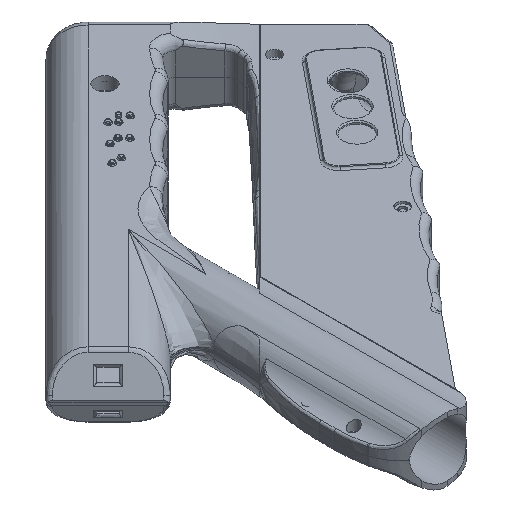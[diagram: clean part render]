
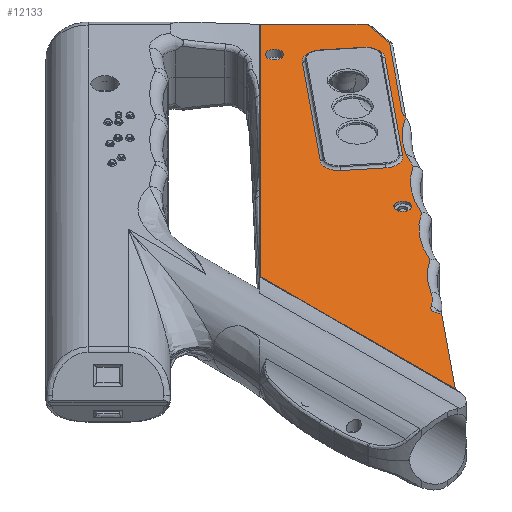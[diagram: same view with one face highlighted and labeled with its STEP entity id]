
A CAD part, isometric view. The second image highlights one B-rep face of the part: STEP entity #12133.
In plain terms, the highlighted planar face has unit normal (0, 0, 1).
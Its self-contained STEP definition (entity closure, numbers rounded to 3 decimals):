
#474=FACE_BOUND('',#3352,.T.);
#475=FACE_BOUND('',#3353,.T.);
#476=FACE_BOUND('',#3354,.T.);
#1013=LINE('',#27899,#1655);
#1014=LINE('',#27901,#1656);
#1015=LINE('',#27903,#1657);
#1016=LINE('',#27905,#1658);
#1017=LINE('',#27907,#1659);
#1018=LINE('',#27909,#1660);
#1019=LINE('',#27911,#1661);
#1020=LINE('',#27913,#1662);
#1021=LINE('',#27928,#1663);
#1022=LINE('',#27931,#1664);
#1023=LINE('',#27935,#1665);
#1024=LINE('',#27939,#1666);
#1025=LINE('',#27943,#1667);
#1655=VECTOR('',#14819,10.);
#1656=VECTOR('',#14820,10.);
#1657=VECTOR('',#14821,130.);
#1658=VECTOR('',#14822,10.);
#1659=VECTOR('',#14823,10.);
#1660=VECTOR('',#14824,10.);
#1661=VECTOR('',#14825,10.);
#1662=VECTOR('',#14826,10.);
#1663=VECTOR('',#14841,10.);
#1664=VECTOR('',#14842,10.);
#1665=VECTOR('',#14845,10.);
#1666=VECTOR('',#14848,10.);
#1667=VECTOR('',#14851,10.);
#2085=PLANE('',#13007);
#2552=FACE_OUTER_BOUND('',#3351,.T.);
#3351=EDGE_LOOP('',(#9797,#9798,#9799,#9800,#9801,#9802,#9803,#9804,#9805,
#9806,#9807,#9808,#9809,#9810,#9811,#9812));
#3352=EDGE_LOOP('',(#9813,#9814,#9815,#9816,#9817,#9818,#9819,#9820));
#3353=EDGE_LOOP('',(#9821));
#3354=EDGE_LOOP('',(#9822));
#4656=CIRCLE('',#13004,2.75);
#4658=CIRCLE('',#13008,3.);
#4659=CIRCLE('',#13009,17.);
#4660=CIRCLE('',#13010,42.062);
#4661=CIRCLE('',#13011,42.062);
#4662=CIRCLE('',#13012,42.062);
#4663=CIRCLE('',#13013,42.062);
#4664=CIRCLE('',#13014,20.);
#4665=CIRCLE('',#13015,5.8);
#4666=CIRCLE('',#13016,5.8);
#4667=CIRCLE('',#13017,5.8);
#4668=CIRCLE('',#13018,5.8);
#4669=CIRCLE('',#13019,2.85);
#5497=VERTEX_POINT('',#27890);
#5499=VERTEX_POINT('',#27897);
#5500=VERTEX_POINT('',#27898);
#5501=VERTEX_POINT('',#27900);
#5502=VERTEX_POINT('',#27902);
#5503=VERTEX_POINT('',#27904);
#5504=VERTEX_POINT('',#27906);
#5505=VERTEX_POINT('',#27908);
#5506=VERTEX_POINT('',#27910);
#5507=VERTEX_POINT('',#27912);
#5508=VERTEX_POINT('',#27914);
#5509=VERTEX_POINT('',#27916);
#5510=VERTEX_POINT('',#27918);
#5511=VERTEX_POINT('',#27920);
#5512=VERTEX_POINT('',#27922);
#5513=VERTEX_POINT('',#27924);
#5514=VERTEX_POINT('',#27926);
#5515=VERTEX_POINT('',#27929);
#5516=VERTEX_POINT('',#27930);
#5517=VERTEX_POINT('',#27932);
#5518=VERTEX_POINT('',#27934);
#5519=VERTEX_POINT('',#27936);
#5520=VERTEX_POINT('',#27938);
#5521=VERTEX_POINT('',#27940);
#5522=VERTEX_POINT('',#27942);
#5523=VERTEX_POINT('',#27945);
#7003=EDGE_CURVE('',#5497,#5497,#4656,.T.);
#7006=EDGE_CURVE('',#5499,#5500,#1013,.T.);
#7007=EDGE_CURVE('',#5500,#5501,#1014,.T.);
#7008=EDGE_CURVE('',#5501,#5502,#1015,.T.);
#7009=EDGE_CURVE('',#5502,#5503,#1016,.T.);
#7010=EDGE_CURVE('',#5503,#5504,#1017,.T.);
#7011=EDGE_CURVE('',#5504,#5505,#1018,.T.);
#7012=EDGE_CURVE('',#5505,#5506,#1019,.T.);
#7013=EDGE_CURVE('',#5506,#5507,#1020,.T.);
#7014=EDGE_CURVE('',#5507,#5508,#4658,.T.);
#7015=EDGE_CURVE('',#5508,#5509,#4659,.T.);
#7016=EDGE_CURVE('',#5509,#5510,#4660,.T.);
#7017=EDGE_CURVE('',#5510,#5511,#4661,.T.);
#7018=EDGE_CURVE('',#5511,#5512,#4662,.T.);
#7019=EDGE_CURVE('',#5512,#5513,#4663,.T.);
#7020=EDGE_CURVE('',#5513,#5514,#4664,.T.);
#7021=EDGE_CURVE('',#5514,#5499,#1021,.T.);
#7022=EDGE_CURVE('',#5515,#5516,#1022,.T.);
#7023=EDGE_CURVE('',#5517,#5515,#4665,.T.);
#7024=EDGE_CURVE('',#5518,#5517,#1023,.T.);
#7025=EDGE_CURVE('',#5519,#5518,#4666,.T.);
#7026=EDGE_CURVE('',#5520,#5519,#1024,.T.);
#7027=EDGE_CURVE('',#5521,#5520,#4667,.T.);
#7028=EDGE_CURVE('',#5522,#5521,#1025,.T.);
#7029=EDGE_CURVE('',#5516,#5522,#4668,.T.);
#7030=EDGE_CURVE('',#5523,#5523,#4669,.T.);
#9797=ORIENTED_EDGE('',*,*,#7006,.T.);
#9798=ORIENTED_EDGE('',*,*,#7007,.T.);
#9799=ORIENTED_EDGE('',*,*,#7008,.T.);
#9800=ORIENTED_EDGE('',*,*,#7009,.T.);
#9801=ORIENTED_EDGE('',*,*,#7010,.T.);
#9802=ORIENTED_EDGE('',*,*,#7011,.T.);
#9803=ORIENTED_EDGE('',*,*,#7012,.T.);
#9804=ORIENTED_EDGE('',*,*,#7013,.T.);
#9805=ORIENTED_EDGE('',*,*,#7014,.T.);
#9806=ORIENTED_EDGE('',*,*,#7015,.T.);
#9807=ORIENTED_EDGE('',*,*,#7016,.T.);
#9808=ORIENTED_EDGE('',*,*,#7017,.T.);
#9809=ORIENTED_EDGE('',*,*,#7018,.T.);
#9810=ORIENTED_EDGE('',*,*,#7019,.T.);
#9811=ORIENTED_EDGE('',*,*,#7020,.T.);
#9812=ORIENTED_EDGE('',*,*,#7021,.T.);
#9813=ORIENTED_EDGE('',*,*,#7022,.F.);
#9814=ORIENTED_EDGE('',*,*,#7023,.F.);
#9815=ORIENTED_EDGE('',*,*,#7024,.F.);
#9816=ORIENTED_EDGE('',*,*,#7025,.F.);
#9817=ORIENTED_EDGE('',*,*,#7026,.F.);
#9818=ORIENTED_EDGE('',*,*,#7027,.F.);
#9819=ORIENTED_EDGE('',*,*,#7028,.F.);
#9820=ORIENTED_EDGE('',*,*,#7029,.F.);
#9821=ORIENTED_EDGE('',*,*,#7030,.T.);
#9822=ORIENTED_EDGE('',*,*,#7003,.T.);
#12133=ADVANCED_FACE('',(#2552,#474,#475,#476),#2085,.F.);
#13004=AXIS2_PLACEMENT_3D('',#27891,#14810,#14811);
#13007=AXIS2_PLACEMENT_3D('',#27896,#14817,#14818);
#13008=AXIS2_PLACEMENT_3D('',#27915,#14827,#14828);
#13009=AXIS2_PLACEMENT_3D('',#27917,#14829,#14830);
#13010=AXIS2_PLACEMENT_3D('',#27919,#14831,#14832);
#13011=AXIS2_PLACEMENT_3D('',#27921,#14833,#14834);
#13012=AXIS2_PLACEMENT_3D('',#27923,#14835,#14836);
#13013=AXIS2_PLACEMENT_3D('',#27925,#14837,#14838);
#13014=AXIS2_PLACEMENT_3D('',#27927,#14839,#14840);
#13015=AXIS2_PLACEMENT_3D('',#27933,#14843,#14844);
#13016=AXIS2_PLACEMENT_3D('',#27937,#14846,#14847);
#13017=AXIS2_PLACEMENT_3D('',#27941,#14849,#14850);
#13018=AXIS2_PLACEMENT_3D('',#27944,#14852,#14853);
#13019=AXIS2_PLACEMENT_3D('',#27946,#14854,#14855);
#14810=DIRECTION('center_axis',(0.,0.,-1.));
#14811=DIRECTION('ref_axis',(-1.,0.,0.));
#14817=DIRECTION('center_axis',(0.,0.,-1.));
#14818=DIRECTION('ref_axis',(-1.,0.,0.));
#14819=DIRECTION('',(0.174,0.985,0.));
#14820=DIRECTION('',(-0.707,0.707,0.));
#14821=DIRECTION('',(-0.707,-0.707,0.));
#14822=DIRECTION('',(0.009,-1.,0.));
#14823=DIRECTION('',(0.,-1.,0.));
#14824=DIRECTION('',(0.,-1.,0.));
#14825=DIRECTION('',(0.,-1.,0.));
#14826=DIRECTION('',(0.63,0.777,0.));
#14827=DIRECTION('center_axis',(0.,0.,-1.));
#14828=DIRECTION('ref_axis',(0.54,-0.842,0.));
#14829=DIRECTION('center_axis',(0.,0.,1.));
#14830=DIRECTION('ref_axis',(0.712,-0.702,0.));
#14831=DIRECTION('center_axis',(0.,0.,-1.));
#14832=DIRECTION('ref_axis',(-0.754,0.657,0.));
#14833=DIRECTION('center_axis',(0.,0.,-1.));
#14834=DIRECTION('ref_axis',(-0.811,0.585,0.));
#14835=DIRECTION('center_axis',(0.,0.,-1.));
#14836=DIRECTION('ref_axis',(-0.777,0.629,0.));
#14837=DIRECTION('center_axis',(0.,0.,-1.));
#14838=DIRECTION('ref_axis',(-0.799,0.602,0.));
#14839=DIRECTION('center_axis',(0.,0.,1.));
#14840=DIRECTION('ref_axis',(0.691,-0.722,0.));
#14841=DIRECTION('',(0.63,0.777,0.));
#14842=DIRECTION('',(-0.63,-0.777,0.));
#14843=DIRECTION('center_axis',(0.,0.,1.));
#14844=DIRECTION('ref_axis',(-0.104,0.995,0.));
#14845=DIRECTION('',(-0.777,0.63,0.));
#14846=DIRECTION('center_axis',(0.,0.,1.));
#14847=DIRECTION('ref_axis',(0.995,0.104,0.));
#14848=DIRECTION('',(0.63,0.777,0.));
#14849=DIRECTION('center_axis',(0.,0.,1.));
#14850=DIRECTION('ref_axis',(0.104,-0.995,0.));
#14851=DIRECTION('',(0.777,-0.63,0.));
#14852=DIRECTION('center_axis',(0.,0.,1.));
#14853=DIRECTION('ref_axis',(-0.995,-0.104,0.));
#14854=DIRECTION('center_axis',(0.,0.,-1.));
#14855=DIRECTION('ref_axis',(-1.,0.,0.));
#27890=CARTESIAN_POINT('',(74.345,-59.479,11.));
#27891=CARTESIAN_POINT('Origin',(71.595,-59.479,11.));
#27896=CARTESIAN_POINT('Origin',(83.359,-31.43,11.));
#27897=CARTESIAN_POINT('',(130.585,5.295,11.));
#27898=CARTESIAN_POINT('',(132.68,17.173,11.));
#27899=CARTESIAN_POINT('',(128.489,-6.594,11.));
#27900=CARTESIAN_POINT('',(109.344,40.509,11.));
#27901=CARTESIAN_POINT('',(107.564,42.288,11.));
#27902=CARTESIAN_POINT('',(13.939,-54.896,11.));
#27903=CARTESIAN_POINT('',(76.978,8.143,11.));
#27904=CARTESIAN_POINT('',(14.006,-61.93,11.));
#27905=CARTESIAN_POINT('',(13.864,-47.01,11.));
#27906=CARTESIAN_POINT('',(13.991,-93.07,11.));
#27907=CARTESIAN_POINT('',(14.006,-62.234,11.));
#27908=CARTESIAN_POINT('',(13.996,-127.07,11.));
#27909=CARTESIAN_POINT('',(13.989,-79.256,11.));
#27910=CARTESIAN_POINT('',(14.,-140.,11.));
#27911=CARTESIAN_POINT('',(13.985,-85.725,11.));
#27912=CARTESIAN_POINT('',(39.636,-108.399,11.));
#27913=CARTESIAN_POINT('',(123.715,-4.761,11.));
#27914=CARTESIAN_POINT('',(39.906,-103.545,11.));
#27915=CARTESIAN_POINT('Origin',(41.527,-106.07,11.));
#27916=CARTESIAN_POINT('',(45.167,-98.206,11.));
#27917=CARTESIAN_POINT('Origin',(30.726,-89.237,11.));
#27918=CARTESIAN_POINT('',(57.553,-85.411,11.));
#27919=CARTESIAN_POINT('Origin',(80.898,-120.4,11.));
#27920=CARTESIAN_POINT('',(73.286,-65.982,11.));
#27921=CARTESIAN_POINT('Origin',(96.631,-100.971,11.));
#27922=CARTESIAN_POINT('',(89.019,-46.553,11.));
#27923=CARTESIAN_POINT('Origin',(112.364,-81.543,11.));
#27924=CARTESIAN_POINT('',(106.049,-26.293,11.));
#27925=CARTESIAN_POINT('Origin',(128.097,-62.114,11.));
#27926=CARTESIAN_POINT('',(106.696,-24.152,11.));
#27927=CARTESIAN_POINT('Origin',(87.257,-19.447,11.));
#27928=CARTESIAN_POINT('',(122.938,-4.131,11.));
#27929=CARTESIAN_POINT('',(104.149,16.891,11.));
#27930=CARTESIAN_POINT('',(70.758,-24.268,11.));
#27931=CARTESIAN_POINT('',(71.507,-23.345,11.));
#27932=CARTESIAN_POINT('',(112.307,17.741,11.));
#27933=CARTESIAN_POINT('Origin',(108.653,13.237,11.));
#27934=CARTESIAN_POINT('',(123.179,8.921,11.));
#27935=CARTESIAN_POINT('',(115.606,15.064,11.));
#27936=CARTESIAN_POINT('',(124.029,0.763,11.));
#27937=CARTESIAN_POINT('Origin',(119.525,4.417,11.));
#27938=CARTESIAN_POINT('',(90.638,-40.396,11.));
#27939=CARTESIAN_POINT('',(108.083,-18.894,11.));
#27940=CARTESIAN_POINT('',(82.48,-41.246,11.));
#27941=CARTESIAN_POINT('Origin',(86.134,-36.742,11.));
#27942=CARTESIAN_POINT('',(71.608,-32.426,11.));
#27943=CARTESIAN_POINT('',(80.344,-39.513,11.));
#27944=CARTESIAN_POINT('Origin',(75.262,-27.922,11.));
#27945=CARTESIAN_POINT('',(103.868,25.944,11.));
#27946=CARTESIAN_POINT('Origin',(101.018,25.944,11.));
